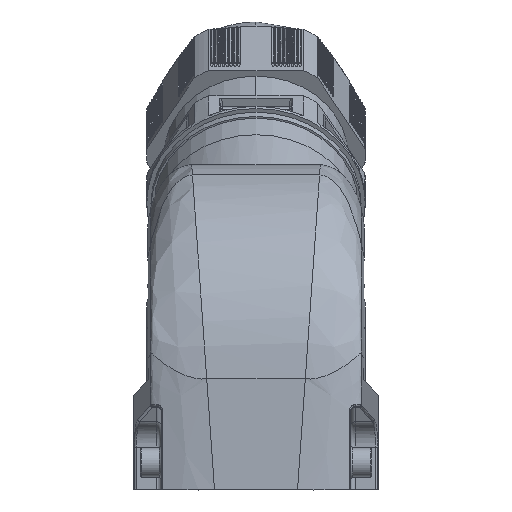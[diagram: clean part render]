
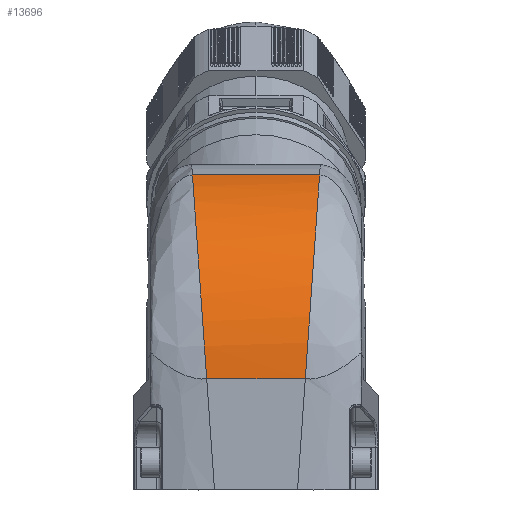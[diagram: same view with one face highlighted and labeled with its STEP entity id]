
A CAD part, left-side view. The second image highlights one B-rep face of the part: STEP entity #13696.
In plain terms, the highlighted cylindrical face has radius 50.643 mm (diameter 101.286 mm), a partial arc.
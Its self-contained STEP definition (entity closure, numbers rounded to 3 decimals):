
#11366=B_SPLINE_CURVE_WITH_KNOTS('',3,(#53913,#53914,#53915,#53916,#53917,
#53918,#53919,#53920,#53921,#53922,#53923,#53924,#53925,#53926,#53927,#53928,
#53929,#53930,#53931,#53932,#53933,#53934,#53935,#53936,#53937,#53938,#53939,
#53940,#53941,#53942,#53943,#53944,#53945,#53946,#53947,#53948,#53949,#53950,
#53951,#53952),.UNSPECIFIED.,.F.,.F.,(4,2,2,2,2,1,1,2,2,2,2,2,1,1,2,2,2,
2,2,2,2,4),(0.,0.125,0.187,0.219,0.234,
0.242,0.246,0.248,0.25,
0.375,0.437,0.469,0.484,
0.492,0.496,0.5,0.625,
0.687,0.719,0.734,0.75,
1.),.UNSPECIFIED.);
#11446=B_SPLINE_CURVE_WITH_KNOTS('',3,(#56053,#56054,#56055,#56056,#56057,
#56058,#56059,#56060,#56061,#56062,#56063,#56064,#56065,#56066,#56067,#56068,
#56069,#56070,#56071,#56072,#56073,#56074,#56075,#56076,#56077,#56078,#56079,
#56080,#56081,#56082,#56083,#56084,#56085,#56086,#56087,#56088,#56089,#56090,
#56091,#56092,#56093),.UNSPECIFIED.,.F.,.F.,(4,2,2,2,2,2,2,2,2,1,1,2,2,
2,2,2,1,1,1,2,2,2,4),(0.,0.125,0.187,0.219,
0.234,0.25,0.375,0.437,
0.469,0.484,0.492,0.496,
0.5,0.625,0.687,0.719,
0.734,0.742,0.746,0.748,0.75,
0.875,1.),.UNSPECIFIED.);
#12402=CYLINDRICAL_SURFACE('',#42004,50.643);
#13696=ADVANCED_FACE('',(#16054),#12402,.T.);
#16054=FACE_OUTER_BOUND('',#17675,.T.);
#17675=EDGE_LOOP('',(#20885,#20886,#20887,#20888));
#20885=ORIENTED_EDGE('',*,*,#31516,.T.);
#20886=ORIENTED_EDGE('',*,*,#31514,.T.);
#20887=ORIENTED_EDGE('',*,*,#31338,.T.);
#20888=ORIENTED_EDGE('',*,*,#31517,.F.);
#28203=VERTEX_POINT('',#53852);
#28207=VERTEX_POINT('',#53903);
#28313=VERTEX_POINT('',#56050);
#28314=VERTEX_POINT('',#56094);
#31338=EDGE_CURVE('',#28207,#28203,#11366,.T.);
#31514=EDGE_CURVE('',#28313,#28207,#35519,.T.);
#31516=EDGE_CURVE('',#28314,#28313,#11446,.T.);
#31517=EDGE_CURVE('',#28314,#28203,#35521,.T.);
#35519=LINE('',#56049,#38060);
#35521=LINE('',#56095,#38062);
#38060=VECTOR('',#44959,1.);
#38062=VECTOR('',#44963,1.);
#42004=AXIS2_PLACEMENT_3D('',#56096,#44964,#44965);
#44959=DIRECTION('',(0.,-1.,0.));
#44963=DIRECTION('',(0.,-1.,0.));
#44964=DIRECTION('',(0.,1.,0.));
#44965=DIRECTION('',(-0.999,0.,-0.037));
#53852=CARTESIAN_POINT('',(-13.691,-14.073,104.984));
#53903=CARTESIAN_POINT('',(-47.,-10.742,57.4));
#53913=CARTESIAN_POINT('',(-47.,-10.742,57.4));
#53914=CARTESIAN_POINT('',(-47.,-10.976,60.736));
#53915=CARTESIAN_POINT('',(-46.675,-11.179,63.656));
#53916=CARTESIAN_POINT('',(-46.024,-11.44,67.373));
#53917=CARTESIAN_POINT('',(-45.779,-11.519,68.502));
#53918=CARTESIAN_POINT('',(-45.401,-11.626,70.035));
#53919=CARTESIAN_POINT('',(-45.273,-11.66,70.52));
#53920=CARTESIAN_POINT('',(-45.082,-11.709,71.206));
#53921=CARTESIAN_POINT('',(-45.019,-11.724,71.428));
#53922=CARTESIAN_POINT('',(-44.924,-11.747,71.752));
#53923=CARTESIAN_POINT('',(-44.877,-11.758,71.911));
#53924=CARTESIAN_POINT('',(-44.822,-11.771,72.093));
#53925=CARTESIAN_POINT('',(-44.798,-11.776,72.17));
#53926=CARTESIAN_POINT('',(-44.783,-11.78,72.221));
#53927=CARTESIAN_POINT('',(-44.781,-11.78,72.228));
#53928=CARTESIAN_POINT('',(-43.911,-11.978,75.058));
#53929=CARTESIAN_POINT('',(-42.856,-12.159,77.637));
#53930=CARTESIAN_POINT('',(-41.089,-12.407,81.18));
#53931=CARTESIAN_POINT('',(-40.47,-12.485,82.307));
#53932=CARTESIAN_POINT('',(-39.508,-12.598,83.917));
#53933=CARTESIAN_POINT('',(-39.181,-12.635,84.44));
#53934=CARTESIAN_POINT('',(-38.685,-12.689,85.205));
#53935=CARTESIAN_POINT('',(-38.436,-12.715,85.583));
#53936=CARTESIAN_POINT('',(-38.142,-12.745,86.014));
#53937=CARTESIAN_POINT('',(-38.015,-12.758,86.198));
#53938=CARTESIAN_POINT('',(-37.931,-12.767,86.32));
#53939=CARTESIAN_POINT('',(-37.896,-12.77,86.369));
#53940=CARTESIAN_POINT('',(-36.246,-12.935,88.727));
#53941=CARTESIAN_POINT('',(-34.5,-13.081,90.818));
#53942=CARTESIAN_POINT('',(-31.741,-13.28,93.655));
#53943=CARTESIAN_POINT('',(-30.797,-13.343,94.552));
#53944=CARTESIAN_POINT('',(-29.354,-13.432,95.823));
#53945=CARTESIAN_POINT('',(-28.869,-13.461,96.234));
#53946=CARTESIAN_POINT('',(-28.136,-13.503,96.833));
#53947=CARTESIAN_POINT('',(-27.89,-13.516,97.029));
#53948=CARTESIAN_POINT('',(-27.397,-13.543,97.416));
#53949=CARTESIAN_POINT('',(-27.161,-13.556,97.599));
#53950=CARTESIAN_POINT('',(-22.766,-13.788,100.922));
#53951=CARTESIAN_POINT('',(-18.276,-13.956,103.314));
#53952=CARTESIAN_POINT('',(-13.691,-14.073,104.984));
#56049=CARTESIAN_POINT('',(-47.,12.258,57.4));
#56050=CARTESIAN_POINT('',(-47.,12.258,57.4));
#56053=CARTESIAN_POINT('',(-13.691,15.589,104.984));
#56054=CARTESIAN_POINT('',(-15.983,15.53,104.149));
#56055=CARTESIAN_POINT('',(-18.251,15.459,103.135));
#56056=CARTESIAN_POINT('',(-21.57,15.333,101.338));
#56057=CARTESIAN_POINT('',(-22.663,15.288,100.694));
#56058=CARTESIAN_POINT('',(-24.275,15.216,99.658));
#56059=CARTESIAN_POINT('',(-24.807,15.191,99.301));
#56060=CARTESIAN_POINT('',(-25.599,15.152,98.749));
#56061=CARTESIAN_POINT('',(-25.861,15.139,98.562));
#56062=CARTESIAN_POINT('',(-26.384,15.112,98.182));
#56063=CARTESIAN_POINT('',(-26.654,15.098,97.982));
#56064=CARTESIAN_POINT('',(-28.886,14.98,96.294));
#56065=CARTESIAN_POINT('',(-30.82,14.862,94.601));
#56066=CARTESIAN_POINT('',(-33.58,14.663,91.764));
#56067=CARTESIAN_POINT('',(-34.477,14.593,90.768));
#56068=CARTESIAN_POINT('',(-35.776,14.484,89.201));
#56069=CARTESIAN_POINT('',(-36.202,14.446,88.666));
#56070=CARTESIAN_POINT('',(-36.828,14.389,87.845));
#56071=CARTESIAN_POINT('',(-37.138,14.36,87.43));
#56072=CARTESIAN_POINT('',(-37.494,14.325,86.938));
#56073=CARTESIAN_POINT('',(-37.645,14.311,86.726));
#56074=CARTESIAN_POINT('',(-37.746,14.301,86.583));
#56075=CARTESIAN_POINT('',(-37.804,14.295,86.501));
#56076=CARTESIAN_POINT('',(-39.201,14.155,84.505));
#56077=CARTESIAN_POINT('',(-40.5,14.005,82.361));
#56078=CARTESIAN_POINT('',(-42.267,13.757,78.818));
#56079=CARTESIAN_POINT('',(-42.825,13.67,77.583));
#56080=CARTESIAN_POINT('',(-43.602,13.535,75.651));
#56081=CARTESIAN_POINT('',(-43.851,13.489,74.993));
#56082=CARTESIAN_POINT('',(-44.208,13.419,73.987));
#56083=CARTESIAN_POINT('',(-44.382,13.383,73.479));
#56084=CARTESIAN_POINT('',(-44.577,13.341,72.878));
#56085=CARTESIAN_POINT('',(-44.673,13.32,72.575));
#56086=CARTESIAN_POINT('',(-44.714,13.311,72.445));
#56087=CARTESIAN_POINT('',(-44.74,13.305,72.358));
#56088=CARTESIAN_POINT('',(-44.76,13.3,72.297));
#56089=CARTESIAN_POINT('',(-45.265,13.185,70.651));
#56090=CARTESIAN_POINT('',(-45.807,13.042,68.612));
#56091=CARTESIAN_POINT('',(-46.675,12.695,63.656));
#56092=CARTESIAN_POINT('',(-47.,12.491,60.736));
#56093=CARTESIAN_POINT('',(-47.,12.258,57.4));
#56094=CARTESIAN_POINT('',(-13.691,15.589,104.984));
#56095=CARTESIAN_POINT('',(-13.691,15.589,104.984));
#56096=CARTESIAN_POINT('',(3.643,-15.1,57.4));
